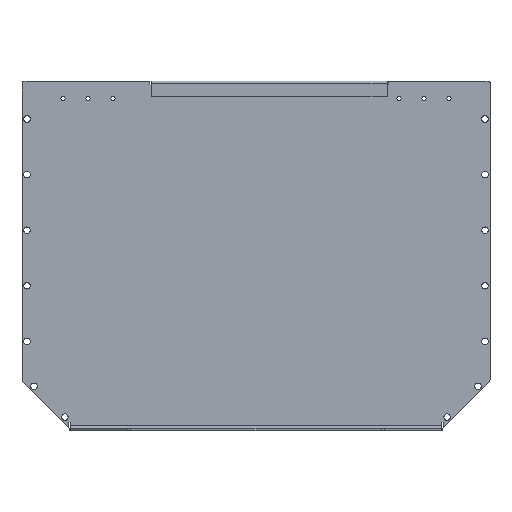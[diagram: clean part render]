
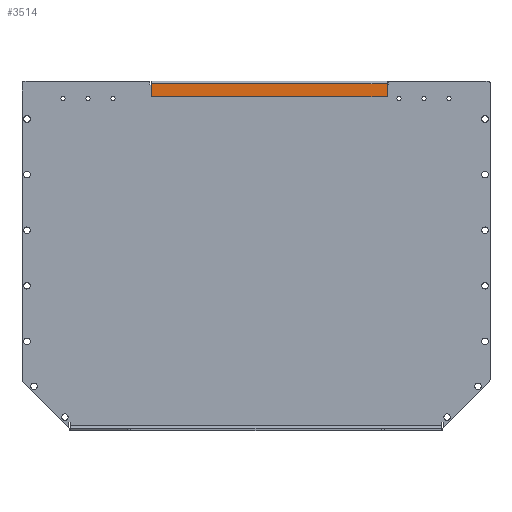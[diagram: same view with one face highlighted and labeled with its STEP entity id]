
A CAD part, top view. The second image highlights one B-rep face of the part: STEP entity #3514.
In plain terms, the highlighted planar face has unit normal (0, 0, 1).
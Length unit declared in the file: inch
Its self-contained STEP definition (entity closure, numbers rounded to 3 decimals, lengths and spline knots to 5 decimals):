
#23 = VECTOR ( 'NONE', #2361, 39.37008 ) ;
#42 = AXIS2_PLACEMENT_3D ( 'NONE', #816, #1155, #2780 ) ;
#52 = CARTESIAN_POINT ( 'NONE',  ( 4.125, -0.5, 0.14794 ) ) ;
#177 = ORIENTED_EDGE ( 'NONE', *, *, #3830, .F. ) ;
#574 = CARTESIAN_POINT ( 'NONE',  ( -3.3, -0.08197, 0.14794 ) ) ;
#816 = CARTESIAN_POINT ( 'NONE',  ( 0.4125, -0.29098, 0.14794 ) ) ;
#828 = ORIENTED_EDGE ( 'NONE', *, *, #4039, .F. ) ;
#854 = CARTESIAN_POINT ( 'NONE',  ( 4.125, -0.08197, 0.14794 ) ) ;
#945 = CARTESIAN_POINT ( 'NONE',  ( -3.3, -0.5, 0.14794 ) ) ;
#1155 = DIRECTION ( 'NONE',  ( 0., 0., 1. ) ) ;
#1166 = LINE ( 'NONE', #4061, #2976 ) ;
#1193 = EDGE_CURVE ( 'NONE', #2817, #2802, #1716, .T. ) ;
#1294 = LINE ( 'NONE', #2227, #4124 ) ;
#1475 = PLANE ( 'NONE',  #42 ) ;
#1606 = EDGE_CURVE ( 'NONE', #3080, #2817, #1166, .T. ) ;
#1716 = LINE ( 'NONE', #2686, #2839 ) ;
#1789 = VERTEX_POINT ( 'NONE', #52 ) ;
#2227 = CARTESIAN_POINT ( 'NONE',  ( 4.125, -0.29098, 0.14794 ) ) ;
#2244 = EDGE_LOOP ( 'NONE', ( #828, #177, #3361, #3603 ) ) ;
#2361 = DIRECTION ( 'NONE',  ( -1., 0., 0. ) ) ;
#2596 = LINE ( 'NONE', #3338, #23 ) ;
#2675 = DIRECTION ( 'NONE',  ( 1., 0., 0. ) ) ;
#2686 = CARTESIAN_POINT ( 'NONE',  ( 0.4125, -0.08197, 0.14794 ) ) ;
#2780 = DIRECTION ( 'NONE',  ( 1., 0., 0. ) ) ;
#2802 = VERTEX_POINT ( 'NONE', #854 ) ;
#2817 = VERTEX_POINT ( 'NONE', #574 ) ;
#2820 = DIRECTION ( 'NONE',  ( 0., 1., 0. ) ) ;
#2839 = VECTOR ( 'NONE', #2675, 39.37008 ) ;
#2976 = VECTOR ( 'NONE', #2820, 39.37008 ) ;
#3080 = VERTEX_POINT ( 'NONE', #945 ) ;
#3151 = FACE_OUTER_BOUND ( 'NONE', #2244, .T. ) ;
#3338 = CARTESIAN_POINT ( 'NONE',  ( 0.4125, -0.5, 0.14794 ) ) ;
#3361 = ORIENTED_EDGE ( 'NONE', *, *, #1193, .F. ) ;
#3499 = DIRECTION ( 'NONE',  ( 0., -1., 0. ) ) ;
#3514 = ADVANCED_FACE ( 'NONE', ( #3151 ), #1475, .T. ) ;
#3603 = ORIENTED_EDGE ( 'NONE', *, *, #1606, .F. ) ;
#3830 = EDGE_CURVE ( 'NONE', #2802, #1789, #1294, .T. ) ;
#4039 = EDGE_CURVE ( 'NONE', #1789, #3080, #2596, .T. ) ;
#4061 = CARTESIAN_POINT ( 'NONE',  ( -3.3, -0.29098, 0.14794 ) ) ;
#4124 = VECTOR ( 'NONE', #3499, 39.37008 ) ;
